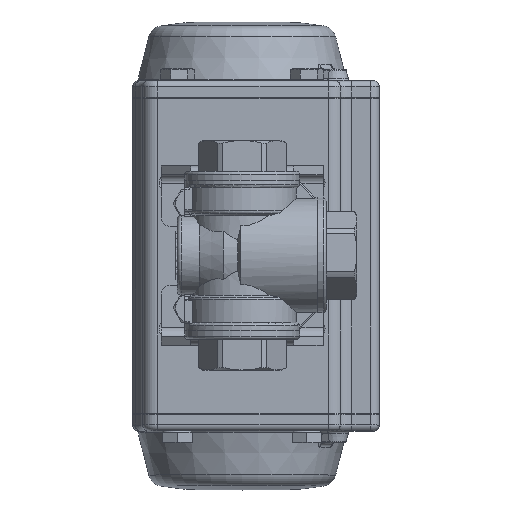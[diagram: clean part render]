
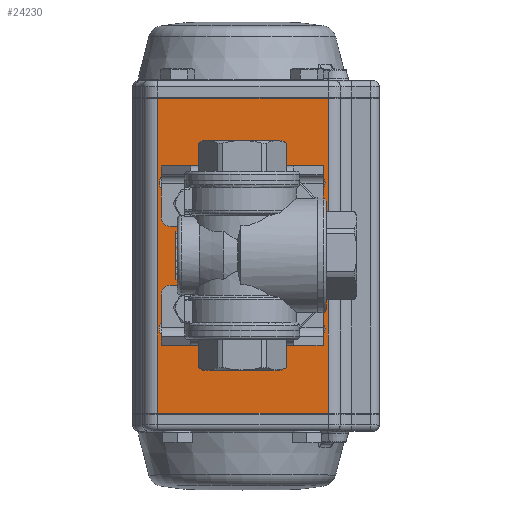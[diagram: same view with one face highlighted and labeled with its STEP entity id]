
A CAD part, top view. The second image highlights one B-rep face of the part: STEP entity #24230.
In plain terms, the highlighted face is planar.
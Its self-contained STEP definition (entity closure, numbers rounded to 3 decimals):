
#922=PLANE('',#26674);
#2363=LINE('',#52040,#4159);
#2381=LINE('',#52125,#4177);
#2411=LINE('',#52229,#4207);
#2412=LINE('',#52231,#4208);
#4159=VECTOR('',#31510,1000.);
#4177=VECTOR('',#31578,1000.);
#4207=VECTOR('',#31680,1000.);
#4208=VECTOR('',#31683,1000.);
#10345=ORIENTED_EDGE('',*,*,#15067,.T.);
#10346=ORIENTED_EDGE('',*,*,#15162,.F.);
#10347=ORIENTED_EDGE('',*,*,#15109,.F.);
#10348=ORIENTED_EDGE('',*,*,#15163,.T.);
#10349=ORIENTED_EDGE('',*,*,#15004,.F.);
#10350=ORIENTED_EDGE('',*,*,#15002,.F.);
#10351=ORIENTED_EDGE('',*,*,#15000,.F.);
#10352=ORIENTED_EDGE('',*,*,#14998,.F.);
#10353=ORIENTED_EDGE('',*,*,#14996,.F.);
#10354=ORIENTED_EDGE('',*,*,#14994,.F.);
#10355=ORIENTED_EDGE('',*,*,#14992,.F.);
#10356=ORIENTED_EDGE('',*,*,#14990,.F.);
#10357=ORIENTED_EDGE('',*,*,#14988,.T.);
#14988=EDGE_CURVE('',#17832,#17832,#19098,.T.);
#14990=EDGE_CURVE('',#17835,#17835,#19100,.T.);
#14992=EDGE_CURVE('',#17838,#17838,#19102,.T.);
#14994=EDGE_CURVE('',#17841,#17841,#19104,.T.);
#14996=EDGE_CURVE('',#17844,#17844,#19106,.T.);
#14998=EDGE_CURVE('',#17847,#17847,#19108,.T.);
#15000=EDGE_CURVE('',#17850,#17850,#19110,.T.);
#15002=EDGE_CURVE('',#17853,#17853,#19112,.T.);
#15004=EDGE_CURVE('',#17856,#17856,#19114,.T.);
#15067=EDGE_CURVE('',#17913,#17912,#2363,.T.);
#15109=EDGE_CURVE('',#17954,#17955,#2381,.T.);
#15162=EDGE_CURVE('',#17955,#17912,#2411,.T.);
#15163=EDGE_CURVE('',#17954,#17913,#2412,.T.);
#17832=VERTEX_POINT('',#51844);
#17835=VERTEX_POINT('',#51851);
#17838=VERTEX_POINT('',#51858);
#17841=VERTEX_POINT('',#51865);
#17844=VERTEX_POINT('',#51872);
#17847=VERTEX_POINT('',#51879);
#17850=VERTEX_POINT('',#51886);
#17853=VERTEX_POINT('',#51893);
#17856=VERTEX_POINT('',#51900);
#17912=VERTEX_POINT('',#52039);
#17913=VERTEX_POINT('',#52041);
#17954=VERTEX_POINT('',#52124);
#17955=VERTEX_POINT('',#52126);
#19098=CIRCLE('',#26526,14.5);
#19100=CIRCLE('',#26530,2.5);
#19102=CIRCLE('',#26534,2.5);
#19104=CIRCLE('',#26538,2.5);
#19106=CIRCLE('',#26542,2.5);
#19108=CIRCLE('',#26546,3.4);
#19110=CIRCLE('',#26550,3.4);
#19112=CIRCLE('',#26554,3.4);
#19114=CIRCLE('',#26558,3.4);
#20774=EDGE_LOOP('',(#10345,#10346,#10347,#10348));
#20775=EDGE_LOOP('',(#10349));
#20776=EDGE_LOOP('',(#10350));
#20777=EDGE_LOOP('',(#10351));
#20778=EDGE_LOOP('',(#10352));
#20779=EDGE_LOOP('',(#10353));
#20780=EDGE_LOOP('',(#10354));
#20781=EDGE_LOOP('',(#10355));
#20782=EDGE_LOOP('',(#10356));
#20783=EDGE_LOOP('',(#10357));
#22576=FACE_BOUND('',#20774,.T.);
#22577=FACE_BOUND('',#20775,.T.);
#22578=FACE_BOUND('',#20776,.T.);
#22579=FACE_BOUND('',#20777,.T.);
#22580=FACE_BOUND('',#20778,.T.);
#22581=FACE_BOUND('',#20779,.T.);
#22582=FACE_BOUND('',#20780,.T.);
#22583=FACE_BOUND('',#20781,.T.);
#22584=FACE_BOUND('',#20782,.T.);
#22585=FACE_BOUND('',#20783,.T.);
#24230=ADVANCED_FACE('',(#22576,#22577,#22578,#22579,#22580,#22581,#22582,
#22583,#22584,#22585),#922,.F.);
#26526=AXIS2_PLACEMENT_3D('',#51843,#31307,#31308);
#26530=AXIS2_PLACEMENT_3D('',#51850,#31315,#31316);
#26534=AXIS2_PLACEMENT_3D('',#51857,#31323,#31324);
#26538=AXIS2_PLACEMENT_3D('',#51864,#31331,#31332);
#26542=AXIS2_PLACEMENT_3D('',#51871,#31339,#31340);
#26546=AXIS2_PLACEMENT_3D('',#51878,#31347,#31348);
#26550=AXIS2_PLACEMENT_3D('',#51885,#31355,#31356);
#26554=AXIS2_PLACEMENT_3D('',#51892,#31363,#31364);
#26558=AXIS2_PLACEMENT_3D('',#51899,#31371,#31372);
#26674=AXIS2_PLACEMENT_3D('',#52230,#31681,#31682);
#31307=DIRECTION('',(0.,1.,0.));
#31308=DIRECTION('',(-1.,0.,0.));
#31315=DIRECTION('',(0.,-1.,0.));
#31316=DIRECTION('',(0.,0.,-1.));
#31323=DIRECTION('',(0.,-1.,0.));
#31324=DIRECTION('',(0.,0.,-1.));
#31331=DIRECTION('',(0.,-1.,0.));
#31332=DIRECTION('',(0.,0.,-1.));
#31339=DIRECTION('',(0.,-1.,0.));
#31340=DIRECTION('',(0.,0.,-1.));
#31347=DIRECTION('',(0.,-1.,0.));
#31348=DIRECTION('',(0.,0.,-1.));
#31355=DIRECTION('',(0.,-1.,0.));
#31356=DIRECTION('',(0.,0.,-1.));
#31363=DIRECTION('',(0.,-1.,0.));
#31364=DIRECTION('',(0.,0.,-1.));
#31371=DIRECTION('',(0.,-1.,0.));
#31372=DIRECTION('',(0.,0.,-1.));
#31510=DIRECTION('',(1.,0.,0.));
#31578=DIRECTION('',(1.,0.,0.));
#31680=DIRECTION('',(0.,0.,-1.));
#31681=DIRECTION('',(0.,1.,0.));
#31682=DIRECTION('',(1.,0.,0.));
#31683=DIRECTION('',(0.,0.,-1.));
#51843=CARTESIAN_POINT('',(0.,-42.35,0.));
#51844=CARTESIAN_POINT('',(-14.5,-42.35,0.));
#51850=CARTESIAN_POINT('',(17.678,-42.35,-17.678));
#51851=CARTESIAN_POINT('',(17.678,-42.35,-20.178));
#51857=CARTESIAN_POINT('',(-17.678,-42.35,-17.678));
#51858=CARTESIAN_POINT('',(-17.678,-42.35,-20.178));
#51864=CARTESIAN_POINT('',(17.678,-42.35,17.678));
#51865=CARTESIAN_POINT('',(17.678,-42.35,15.178));
#51871=CARTESIAN_POINT('',(-17.678,-42.35,17.678));
#51872=CARTESIAN_POINT('',(-17.678,-42.35,15.178));
#51878=CARTESIAN_POINT('',(-24.749,-42.35,-24.749));
#51879=CARTESIAN_POINT('',(-24.749,-42.35,-28.149));
#51885=CARTESIAN_POINT('',(24.749,-42.35,-24.749));
#51886=CARTESIAN_POINT('',(24.749,-42.35,-28.149));
#51892=CARTESIAN_POINT('',(24.749,-42.35,24.749));
#51893=CARTESIAN_POINT('',(24.749,-42.35,21.349));
#51899=CARTESIAN_POINT('',(-24.749,-42.35,24.749));
#51900=CARTESIAN_POINT('',(-24.749,-42.35,21.349));
#52039=CARTESIAN_POINT('',(28.8,-42.35,-53.5));
#52040=CARTESIAN_POINT('',(-29.3,-42.35,-53.5));
#52041=CARTESIAN_POINT('',(-29.3,-42.35,-53.5));
#52124=CARTESIAN_POINT('',(-29.3,-42.35,53.5));
#52125=CARTESIAN_POINT('',(-29.3,-42.35,53.5));
#52126=CARTESIAN_POINT('',(28.8,-42.35,53.5));
#52229=CARTESIAN_POINT('',(28.8,-42.35,53.5));
#52230=CARTESIAN_POINT('',(-29.3,-42.35,53.5));
#52231=CARTESIAN_POINT('',(-29.3,-42.35,53.5));
